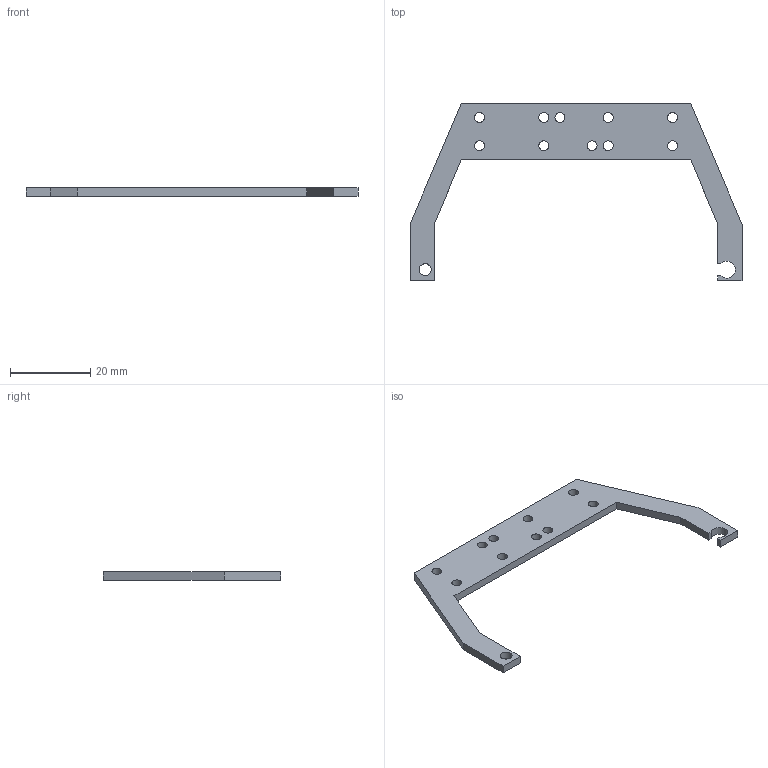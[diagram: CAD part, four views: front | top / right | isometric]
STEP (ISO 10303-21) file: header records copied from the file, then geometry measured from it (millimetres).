
FILE_DESCRIPTION(('CATIA V5 STEP Exchange','CAx-IF Rec.Pracs.--- Model Styling and Organization---1.4--- 2014-01-23'),'2;1');
FILE_NAME ('029430-2_0_1983930000_1983930000.stp','2022-03-16T08:31:00+00:00',('none'),('Weidmueller'),'CATIA Version 5-6 Release 2016 SP3 HF44','CATIA V5 STEP AP214','none');
FILE_SCHEMA(('AUTOMOTIVE_DESIGN { 1 0 10303 214 1 1 1 1 }'));
Length unit declared in the file: millimetre
Products named in the file (1): 1983930000
Bounding box: 82.5 x 44 x 2 mm (x, y, z)
Volume: 2342.1 mm3; surface area: 3096.1 mm2
Topology: 1 solids, 1 shells, 40 faces, 114 edges, 76 vertices
Faces by surface type: cylinder 23, plane 17
Entity records: 1279 total; most frequent: ORIENTED_EDGE 228, CARTESIAN_POINT 218, DIRECTION 168, EDGE_CURVE 114, VERTEX_POINT 76, AXIS2_PLACEMENT_3D 74, VECTOR 68, LINE 68
